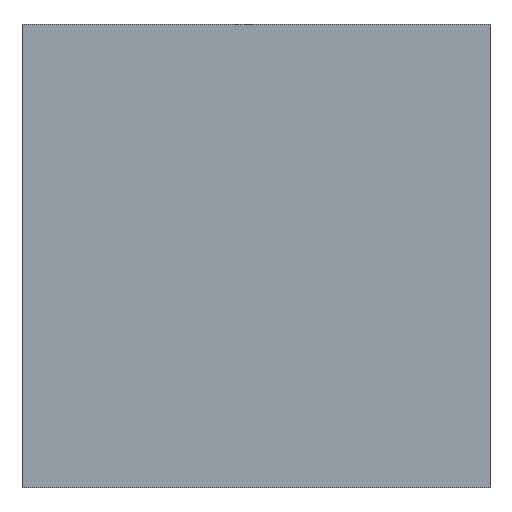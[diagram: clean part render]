
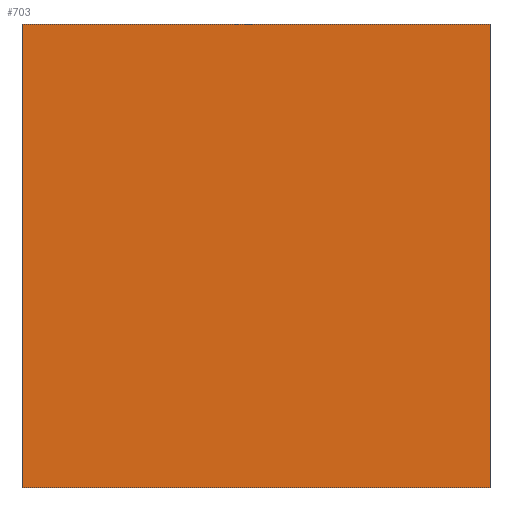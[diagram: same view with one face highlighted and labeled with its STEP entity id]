
A CAD part, front view. The second image highlights one B-rep face of the part: STEP entity #703.
In plain terms, the highlighted planar face has unit normal (0, -1, 0).
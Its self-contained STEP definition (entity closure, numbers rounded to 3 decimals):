
#53=FACE_OUTER_BOUND('',#94,.T.);
#94=EDGE_LOOP('',(#550,#551,#552,#553));
#142=LINE('',#1035,#234);
#164=LINE('',#1081,#256);
#167=LINE('',#1087,#259);
#168=LINE('',#1088,#260);
#234=VECTOR('',#849,10.);
#256=VECTOR('',#883,10.);
#259=VECTOR('',#888,10.);
#260=VECTOR('',#889,10.);
#319=VERTEX_POINT('',#1033);
#320=VERTEX_POINT('',#1034);
#338=VERTEX_POINT('',#1080);
#340=VERTEX_POINT('',#1086);
#392=EDGE_CURVE('',#319,#320,#142,.T.);
#415=EDGE_CURVE('',#338,#320,#164,.T.);
#418=EDGE_CURVE('',#340,#319,#167,.T.);
#419=EDGE_CURVE('',#338,#340,#168,.T.);
#550=ORIENTED_EDGE('',*,*,#418,.F.);
#551=ORIENTED_EDGE('',*,*,#419,.F.);
#552=ORIENTED_EDGE('',*,*,#415,.T.);
#553=ORIENTED_EDGE('',*,*,#392,.F.);
#668=PLANE('',#769);
#703=ADVANCED_FACE('',(#53),#668,.T.);
#769=AXIS2_PLACEMENT_3D('',#1085,#886,#887);
#849=DIRECTION('',(1.,0.,0.));
#883=DIRECTION('',(0.,0.,1.));
#886=DIRECTION('center_axis',(0.,-1.,0.));
#887=DIRECTION('ref_axis',(1.,0.,0.));
#888=DIRECTION('',(0.,0.,1.));
#889=DIRECTION('',(-1.,0.,0.));
#1033=CARTESIAN_POINT('',(-3.,-93.2,60.));
#1034=CARTESIAN_POINT('',(103.,-93.2,60.));
#1035=CARTESIAN_POINT('',(103.,-93.2,60.));
#1080=CARTESIAN_POINT('',(103.,-93.2,-45.));
#1081=CARTESIAN_POINT('',(103.,-93.2,0.));
#1085=CARTESIAN_POINT('Origin',(-3.,-93.2,0.));
#1086=CARTESIAN_POINT('',(-3.,-93.2,-45.));
#1087=CARTESIAN_POINT('',(-3.,-93.2,0.));
#1088=CARTESIAN_POINT('',(103.,-93.2,-45.));
